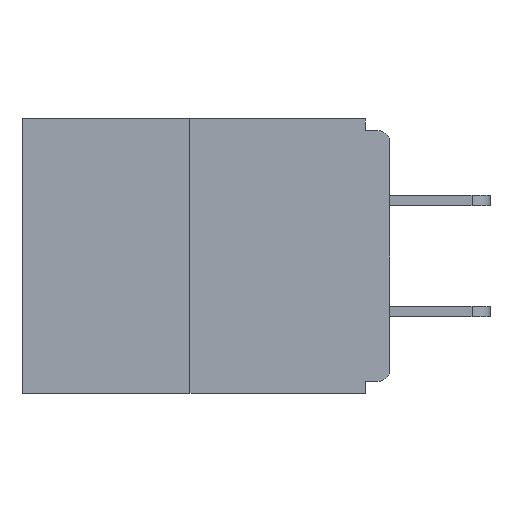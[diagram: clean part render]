
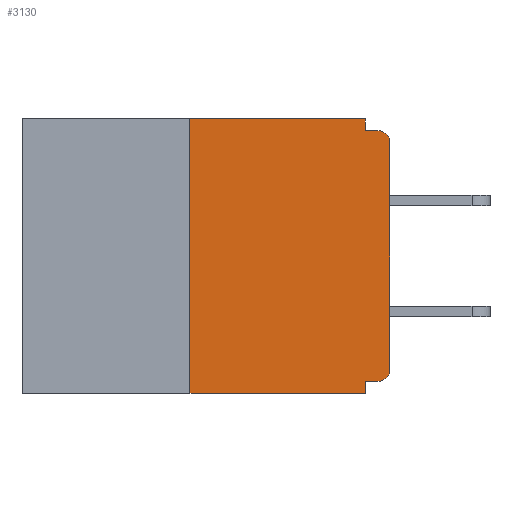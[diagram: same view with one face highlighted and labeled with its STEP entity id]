
A CAD part, left-side view. The second image highlights one B-rep face of the part: STEP entity #3130.
In plain terms, the highlighted planar face has unit normal (-1, 0, 0).
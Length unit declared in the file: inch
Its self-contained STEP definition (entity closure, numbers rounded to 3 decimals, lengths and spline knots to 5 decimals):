
#7 = EDGE_LOOP ( 'NONE', ( #1004, #650, #6940, #10975, #6846, #5232, #10798, #12488, #5374, #1505 ) ) ;
#209 = LINE ( 'NONE', #14693, #2891 ) ;
#640 = VERTEX_POINT ( 'NONE', #2587 ) ;
#650 = ORIENTED_EDGE ( 'NONE', *, *, #11544, .F. ) ;
#849 = DIRECTION ( 'NONE',  ( 0., 0., 1. ) ) ;
#1004 = ORIENTED_EDGE ( 'NONE', *, *, #12318, .F. ) ;
#1336 = VECTOR ( 'NONE', #12819, 39.37008 ) ;
#1505 = ORIENTED_EDGE ( 'NONE', *, *, #7851, .F. ) ;
#1605 = VERTEX_POINT ( 'NONE', #8985 ) ;
#1641 = CARTESIAN_POINT ( 'NONE',  ( 0., 0.031, 0. ) ) ;
#1648 = CARTESIAN_POINT ( 'NONE',  ( 0., 0.031, -0.328 ) ) ;
#1757 = VERTEX_POINT ( 'NONE', #4634 ) ;
#1848 = CARTESIAN_POINT ( 'NONE',  ( 0., 0.25, 0. ) ) ;
#2020 = DIRECTION ( 'NONE',  ( 0., 0., -1. ) ) ;
#2242 = AXIS2_PLACEMENT_3D ( 'NONE', #3116, #6557, #2020 ) ;
#2436 = CARTESIAN_POINT ( 'NONE',  ( 0., 0.031, 0. ) ) ;
#2543 = VECTOR ( 'NONE', #10169, 39.37008 ) ;
#2587 = CARTESIAN_POINT ( 'NONE',  ( 0., 0.031, -0.343 ) ) ;
#2677 = VECTOR ( 'NONE', #4982, 39.37008 ) ;
#2891 = VECTOR ( 'NONE', #11410, 39.37008 ) ;
#3022 = CARTESIAN_POINT ( 'NONE',  ( 0., 0., -0.313 ) ) ;
#3116 = CARTESIAN_POINT ( 'NONE',  ( 0., 0.015, -0.313 ) ) ;
#3130 = ADVANCED_FACE ( 'NONE', ( #6405 ), #4697, .F. ) ;
#3268 = VERTEX_POINT ( 'NONE', #11994 ) ;
#3307 = LINE ( 'NONE', #10339, #3665 ) ;
#3582 = DIRECTION ( 'NONE',  ( 0., -1., 0. ) ) ;
#3665 = VECTOR ( 'NONE', #3582, 39.37008 ) ;
#4398 = EDGE_CURVE ( 'NONE', #9865, #13321, #13869, .T. ) ;
#4435 = AXIS2_PLACEMENT_3D ( 'NONE', #7156, #8213, #9425 ) ;
#4611 = EDGE_CURVE ( 'NONE', #5347, #640, #14024, .T. ) ;
#4634 = CARTESIAN_POINT ( 'NONE',  ( 0., 0.015, -0.015 ) ) ;
#4697 = PLANE ( 'NONE',  #10477 ) ;
#4906 = CARTESIAN_POINT ( 'NONE',  ( 0., 0.015, -0.328 ) ) ;
#4982 = DIRECTION ( 'NONE',  ( 0., 0., -1. ) ) ;
#5232 = ORIENTED_EDGE ( 'NONE', *, *, #8529, .T. ) ;
#5320 = VERTEX_POINT ( 'NONE', #4906 ) ;
#5347 = VERTEX_POINT ( 'NONE', #1648 ) ;
#5374 = ORIENTED_EDGE ( 'NONE', *, *, #10694, .F. ) ;
#5670 = EDGE_CURVE ( 'NONE', #5320, #5347, #209, .T. ) ;
#5698 = DIRECTION ( 'NONE',  ( 0., -1., 0. ) ) ;
#5776 = LINE ( 'NONE', #1641, #2677 ) ;
#6345 = LINE ( 'NONE', #14545, #2543 ) ;
#6405 = FACE_OUTER_BOUND ( 'NONE', #7, .T. ) ;
#6531 = CARTESIAN_POINT ( 'NONE',  ( 0., 0.25, 0. ) ) ;
#6557 = DIRECTION ( 'NONE',  ( -1., 0., 0. ) ) ;
#6680 = EDGE_CURVE ( 'NONE', #13321, #1757, #12949, .T. ) ;
#6846 = ORIENTED_EDGE ( 'NONE', *, *, #5670, .F. ) ;
#6940 = ORIENTED_EDGE ( 'NONE', *, *, #13466, .T. ) ;
#7156 = CARTESIAN_POINT ( 'NONE',  ( 0., 0.015, -0.03 ) ) ;
#7430 = VECTOR ( 'NONE', #5698, 39.37008 ) ;
#7851 = EDGE_CURVE ( 'NONE', #10392, #3268, #5776, .T. ) ;
#8180 = CARTESIAN_POINT ( 'NONE',  ( 0., 0., 0. ) ) ;
#8213 = DIRECTION ( 'NONE',  ( -1., 0., 0. ) ) ;
#8345 = VECTOR ( 'NONE', #10865, 39.37008 ) ;
#8471 = CARTESIAN_POINT ( 'NONE',  ( 0., 0., -0.03 ) ) ;
#8529 = EDGE_CURVE ( 'NONE', #5320, #9865, #14505, .T. ) ;
#8985 = CARTESIAN_POINT ( 'NONE',  ( 0., 0.25, -0.343 ) ) ;
#9243 = VECTOR ( 'NONE', #849, 39.37008 ) ;
#9425 = DIRECTION ( 'NONE',  ( 0., 0., -1. ) ) ;
#9865 = VERTEX_POINT ( 'NONE', #3022 ) ;
#10067 = CARTESIAN_POINT ( 'NONE',  ( 0., 0.46, 0. ) ) ;
#10169 = DIRECTION ( 'NONE',  ( 0., -1., 0. ) ) ;
#10240 = CARTESIAN_POINT ( 'NONE',  ( 0., 0.46, 0. ) ) ;
#10339 = CARTESIAN_POINT ( 'NONE',  ( 0., 0., -0.015 ) ) ;
#10392 = VERTEX_POINT ( 'NONE', #2436 ) ;
#10477 = AXIS2_PLACEMENT_3D ( 'NONE', #10240, #13951, #10640 ) ;
#10640 = DIRECTION ( 'NONE',  ( 0., 0., -1. ) ) ;
#10694 = EDGE_CURVE ( 'NONE', #3268, #1757, #3307, .T. ) ;
#10798 = ORIENTED_EDGE ( 'NONE', *, *, #4398, .T. ) ;
#10865 = DIRECTION ( 'NONE',  ( 0., 0., -1. ) ) ;
#10975 = ORIENTED_EDGE ( 'NONE', *, *, #4611, .F. ) ;
#11179 = LINE ( 'NONE', #10067, #7430 ) ;
#11410 = DIRECTION ( 'NONE',  ( 0., 1., 0. ) ) ;
#11544 = EDGE_CURVE ( 'NONE', #1605, #11545, #14764, .T. ) ;
#11545 = VERTEX_POINT ( 'NONE', #1848 ) ;
#11994 = CARTESIAN_POINT ( 'NONE',  ( 0., 0.031, -0.015 ) ) ;
#12318 = EDGE_CURVE ( 'NONE', #11545, #10392, #11179, .T. ) ;
#12488 = ORIENTED_EDGE ( 'NONE', *, *, #6680, .T. ) ;
#12819 = DIRECTION ( 'NONE',  ( 0., 0., 1. ) ) ;
#12949 = CIRCLE ( 'NONE', #4435, 0.015 ) ;
#13321 = VERTEX_POINT ( 'NONE', #8471 ) ;
#13466 = EDGE_CURVE ( 'NONE', #1605, #640, #6345, .T. ) ;
#13869 = LINE ( 'NONE', #8180, #1336 ) ;
#13951 = DIRECTION ( 'NONE',  ( 1., 0., 0. ) ) ;
#14024 = LINE ( 'NONE', #14350, #8345 ) ;
#14350 = CARTESIAN_POINT ( 'NONE',  ( 0., 0.031, -0.343 ) ) ;
#14505 = CIRCLE ( 'NONE', #2242, 0.015 ) ;
#14545 = CARTESIAN_POINT ( 'NONE',  ( 0., 0.46, -0.343 ) ) ;
#14693 = CARTESIAN_POINT ( 'NONE',  ( 0., 0., -0.328 ) ) ;
#14764 = LINE ( 'NONE', #6531, #9243 ) ;
